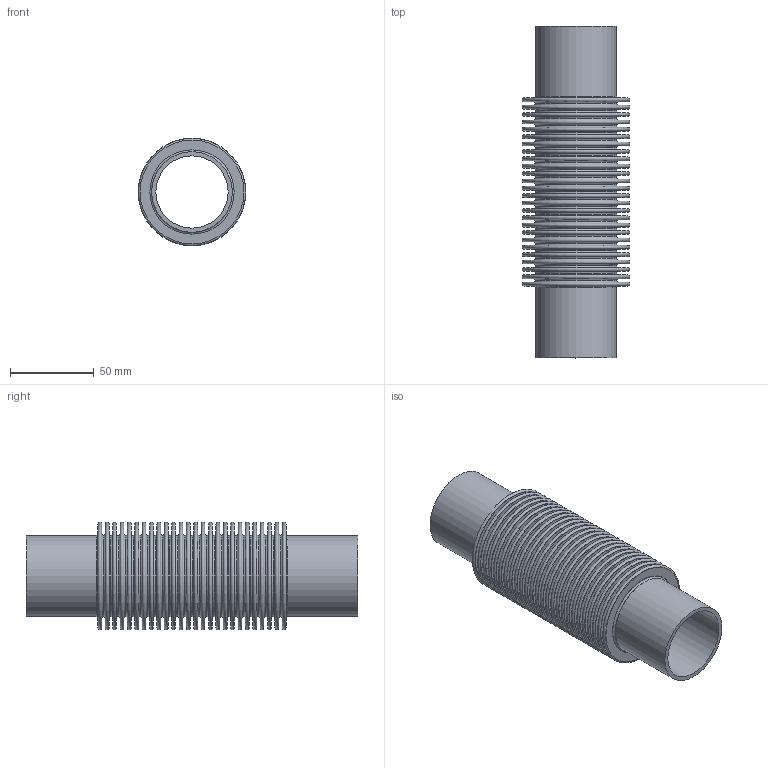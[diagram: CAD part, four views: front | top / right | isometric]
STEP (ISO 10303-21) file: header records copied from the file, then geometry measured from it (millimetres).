
FILE_DESCRIPTION(/* description */ (''),/* implementation_level */ '2;1');
FILE_NAME(/* name */ '3954.stp',/* time_stamp */ '2015-09-10T11:08:59+02:00',/* author */ ('Tekenkamer'),/* organization */ (''),/* preprocessor_version */ 'ST-DEVELOPER v15.6',/* originating_system */ 'Autodesk Inventor 2015',/* authorisation */ '');
FILE_SCHEMA (('AUTOMOTIVE_DESIGN { 1 0 10303 214 3 1 1 }'));
Length unit declared in the file: millimetre
Products named in the file (1): 3954
Bounding box: 64.13 x 198 x 64.13 mm (x, y, z)
Volume: 55174.7 mm3; surface area: 193778.3 mm2
Topology: 1 solids, 1 shells, 318 faces, 480 edges, 320 vertices
Faces by surface type: plane 158, torus 156, cylinder 4
Full cylindrical faces by diameter (mm): 43.13 x1, 43.33 x1, 48.13 x1, 48.33 x1
Entity records: 6392 total; most frequent: DIRECTION 1274, CARTESIAN_POINT 955, AXIS2_PLACEMENT_3D 637, EDGE_LOOP 636, ORIENTED_EDGE 636, FACE_BOUND 318, FACE_OUTER_BOUND 318, CIRCLE 318
